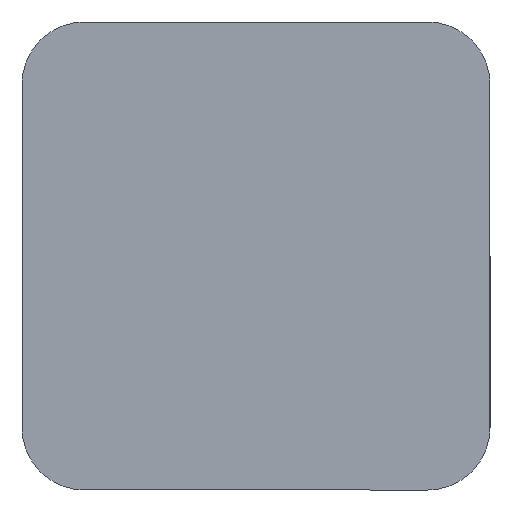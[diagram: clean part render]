
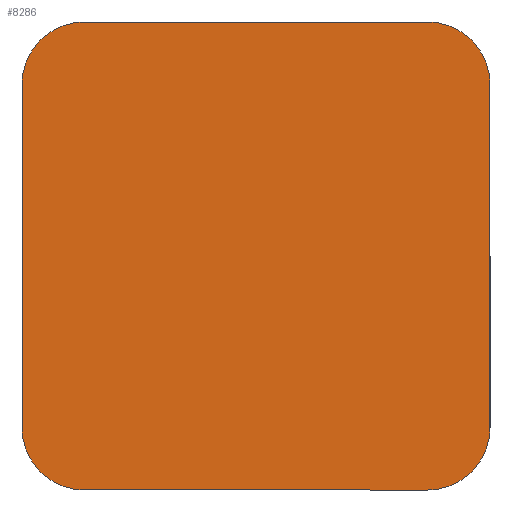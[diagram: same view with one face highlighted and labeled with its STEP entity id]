
A CAD part, left-side view. The second image highlights one B-rep face of the part: STEP entity #8286.
In plain terms, the highlighted planar face has unit normal (-1, 0, 0).
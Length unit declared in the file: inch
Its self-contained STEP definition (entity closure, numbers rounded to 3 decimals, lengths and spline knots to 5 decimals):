
#89 = VECTOR ( 'NONE', #5243, 39.37008 ) ;
#209 = AXIS2_PLACEMENT_3D ( 'NONE', #1715, #4143, #3138 ) ;
#432 = DIRECTION ( 'NONE',  ( 1., 0., 0. ) ) ;
#440 = CARTESIAN_POINT ( 'NONE',  ( -5.24598, 0.7181, 0.30624 ) ) ;
#489 = LINE ( 'NONE', #440, #4417 ) ;
#564 = VERTEX_POINT ( 'NONE', #4156 ) ;
#689 = CARTESIAN_POINT ( 'NONE',  ( -5.24598, -0.3819, 0.30624 ) ) ;
#819 = AXIS2_PLACEMENT_3D ( 'NONE', #9479, #7317, #5643 ) ;
#865 = DIRECTION ( 'NONE',  ( 0., 0., -1. ) ) ;
#883 = VERTEX_POINT ( 'NONE', #5203 ) ;
#1060 = CARTESIAN_POINT ( 'NONE',  ( -5.24598, -0.3819, 1.60624 ) ) ;
#1235 = EDGE_CURVE ( 'NONE', #4418, #883, #4995, .T. ) ;
#1292 = ORIENTED_EDGE ( 'NONE', *, *, #6938, .F. ) ;
#1715 = CARTESIAN_POINT ( 'NONE',  ( -5.24598, -0.3819, 1.60624 ) ) ;
#1751 = VERTEX_POINT ( 'NONE', #6039 ) ;
#1840 = ORIENTED_EDGE ( 'NONE', *, *, #9324, .F. ) ;
#1852 = DIRECTION ( 'NONE',  ( 0., 0., -1. ) ) ;
#2095 = AXIS2_PLACEMENT_3D ( 'NONE', #7032, #5460, #2466 ) ;
#2328 = LINE ( 'NONE', #2988, #4836 ) ;
#2466 = DIRECTION ( 'NONE',  ( 0., 0., -1. ) ) ;
#2560 = AXIS2_PLACEMENT_3D ( 'NONE', #3466, #432, #1852 ) ;
#2645 = ORIENTED_EDGE ( 'NONE', *, *, #5008, .F. ) ;
#2789 = CIRCLE ( 'NONE', #209, 0.2 ) ;
#2792 = VERTEX_POINT ( 'NONE', #689 ) ;
#2816 = DIRECTION ( 'NONE',  ( 0., 1., 0. ) ) ;
#2988 = CARTESIAN_POINT ( 'NONE',  ( -5.24598, 0.7181, 1.80624 ) ) ;
#3128 = VECTOR ( 'NONE', #7156, 39.37008 ) ;
#3138 = DIRECTION ( 'NONE',  ( 0., 0., -1. ) ) ;
#3434 = VERTEX_POINT ( 'NONE', #5066 ) ;
#3466 = CARTESIAN_POINT ( 'NONE',  ( -5.24598, 0.7181, 1.60624 ) ) ;
#3640 = DIRECTION ( 'NONE',  ( 0., -1., 0. ) ) ;
#3884 = CIRCLE ( 'NONE', #819, 0.2 ) ;
#4143 = DIRECTION ( 'NONE',  ( 1., 0., 0. ) ) ;
#4156 = CARTESIAN_POINT ( 'NONE',  ( -5.24598, -0.5819, 1.60624 ) ) ;
#4417 = VECTOR ( 'NONE', #2816, 39.37008 ) ;
#4418 = VERTEX_POINT ( 'NONE', #7415 ) ;
#4569 = ORIENTED_EDGE ( 'NONE', *, *, #1235, .F. ) ;
#4700 = EDGE_CURVE ( 'NONE', #564, #3434, #4882, .T. ) ;
#4763 = PLANE ( 'NONE',  #5335 ) ;
#4836 = VECTOR ( 'NONE', #3640, 39.37008 ) ;
#4882 = LINE ( 'NONE', #8876, #3128 ) ;
#4995 = CIRCLE ( 'NONE', #2560, 0.2 ) ;
#5008 = EDGE_CURVE ( 'NONE', #1751, #564, #2789, .T. ) ;
#5066 = CARTESIAN_POINT ( 'NONE',  ( -5.24598, -0.5819, 0.50624 ) ) ;
#5082 = EDGE_CURVE ( 'NONE', #2792, #9270, #489, .T. ) ;
#5147 = CARTESIAN_POINT ( 'NONE',  ( -5.24598, 0.9181, 1.60624 ) ) ;
#5203 = CARTESIAN_POINT ( 'NONE',  ( -5.24598, 0.7181, 1.80624 ) ) ;
#5243 = DIRECTION ( 'NONE',  ( 0., 0., 1. ) ) ;
#5292 = ORIENTED_EDGE ( 'NONE', *, *, #4700, .F. ) ;
#5305 = CARTESIAN_POINT ( 'NONE',  ( -5.24598, 0.9181, 0.50624 ) ) ;
#5335 = AXIS2_PLACEMENT_3D ( 'NONE', #1060, #7995, #865 ) ;
#5460 = DIRECTION ( 'NONE',  ( 1., 0., 0. ) ) ;
#5643 = DIRECTION ( 'NONE',  ( 0., 0., -1. ) ) ;
#5657 = EDGE_LOOP ( 'NONE', ( #2645, #1292, #4569, #5669, #1840, #6509, #6652, #5292 ) ) ;
#5669 = ORIENTED_EDGE ( 'NONE', *, *, #7863, .F. ) ;
#6039 = CARTESIAN_POINT ( 'NONE',  ( -5.24598, -0.3819, 1.80624 ) ) ;
#6509 = ORIENTED_EDGE ( 'NONE', *, *, #5082, .F. ) ;
#6552 = CARTESIAN_POINT ( 'NONE',  ( -5.24598, 0.7181, 0.30624 ) ) ;
#6652 = ORIENTED_EDGE ( 'NONE', *, *, #10016, .F. ) ;
#6938 = EDGE_CURVE ( 'NONE', #883, #1751, #2328, .T. ) ;
#7032 = CARTESIAN_POINT ( 'NONE',  ( -5.24598, -0.3819, 0.50624 ) ) ;
#7156 = DIRECTION ( 'NONE',  ( 0., 0., -1. ) ) ;
#7317 = DIRECTION ( 'NONE',  ( 1., 0., 0. ) ) ;
#7415 = CARTESIAN_POINT ( 'NONE',  ( -5.24598, 0.9181, 1.60624 ) ) ;
#7461 = VERTEX_POINT ( 'NONE', #5305 ) ;
#7863 = EDGE_CURVE ( 'NONE', #7461, #4418, #9086, .T. ) ;
#7891 = FACE_OUTER_BOUND ( 'NONE', #5657, .T. ) ;
#7995 = DIRECTION ( 'NONE',  ( 1., 0., 0. ) ) ;
#8286 = ADVANCED_FACE ( 'NONE', ( #7891 ), #4763, .F. ) ;
#8876 = CARTESIAN_POINT ( 'NONE',  ( -5.24598, -0.5819, 1.60624 ) ) ;
#9086 = LINE ( 'NONE', #5147, #89 ) ;
#9270 = VERTEX_POINT ( 'NONE', #6552 ) ;
#9324 = EDGE_CURVE ( 'NONE', #9270, #7461, #3884, .T. ) ;
#9479 = CARTESIAN_POINT ( 'NONE',  ( -5.24598, 0.7181, 0.50624 ) ) ;
#9527 = CIRCLE ( 'NONE', #2095, 0.2 ) ;
#10016 = EDGE_CURVE ( 'NONE', #3434, #2792, #9527, .T. ) ;
